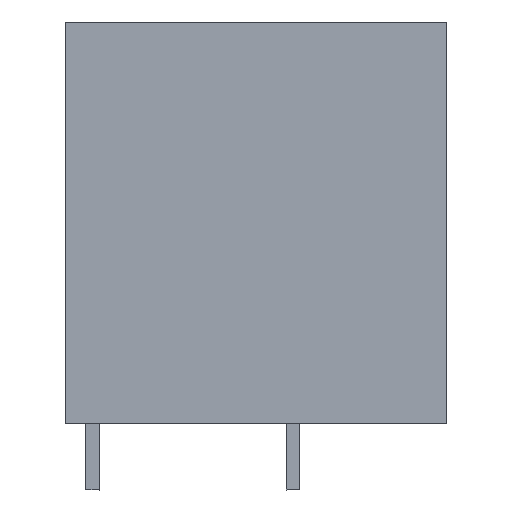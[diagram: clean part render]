
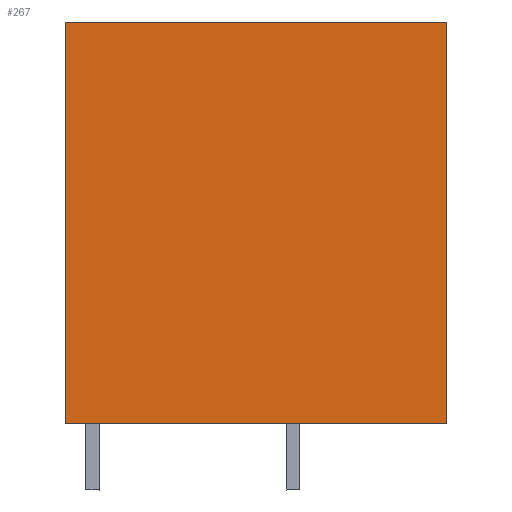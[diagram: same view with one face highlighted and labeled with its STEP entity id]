
A CAD part, left-side view. The second image highlights one B-rep face of the part: STEP entity #267.
In plain terms, the highlighted planar face has unit normal (-1, 0, 0).
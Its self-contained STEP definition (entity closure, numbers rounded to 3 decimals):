
#247=AXIS2_PLACEMENT_3D('Plane Axis2P3D',#244,#245,#246) ;
#49=CARTESIAN_POINT('Vertex',(0.,28.55,35.)) ;
#52=CARTESIAN_POINT('Line Origine',(0.,14.275,35.)) ;
#56=CARTESIAN_POINT('Vertex',(0.,0.,35.)) ;
#228=CARTESIAN_POINT('Vertex',(0.,28.55,5.)) ;
#231=CARTESIAN_POINT('Line Origine',(0.,28.55,20.)) ;
#244=CARTESIAN_POINT('Axis2P3D Location',(0.,28.55,35.)) ;
#249=CARTESIAN_POINT('Line Origine',(0.,14.275,5.)) ;
#253=CARTESIAN_POINT('Vertex',(0.,0.,5.)) ;
#256=CARTESIAN_POINT('Line Origine',(0.,0.,20.)) ;
#53=DIRECTION('Vector Direction',(0.,-1.,0.)) ;
#232=DIRECTION('Vector Direction',(0.,0.,-1.)) ;
#245=DIRECTION('Axis2P3D Direction',(-1.,0.,0.)) ;
#246=DIRECTION('Axis2P3D XDirection',(0.,0.,-1.)) ;
#250=DIRECTION('Vector Direction',(0.,-1.,0.)) ;
#257=DIRECTION('Vector Direction',(0.,0.,-1.)) ;
#54=VECTOR('Line Direction',#53,1.) ;
#233=VECTOR('Line Direction',#232,1.) ;
#251=VECTOR('Line Direction',#250,1.) ;
#258=VECTOR('Line Direction',#257,1.) ;
#262=ORIENTED_EDGE('',*,*,#58,.F.) ;
#263=ORIENTED_EDGE('',*,*,#235,.F.) ;
#264=ORIENTED_EDGE('',*,*,#255,.T.) ;
#265=ORIENTED_EDGE('',*,*,#260,.F.) ;
#267=ADVANCED_FACE('HOUSING',(#266),#248,.T.) ;
#58=EDGE_CURVE('',#50,#57,#55,.T.) ;
#235=EDGE_CURVE('',#229,#50,#234,.F.) ;
#255=EDGE_CURVE('',#229,#254,#252,.T.) ;
#260=EDGE_CURVE('',#57,#254,#259,.T.) ;
#261=EDGE_LOOP('',(#262,#263,#264,#265)) ;
#266=FACE_OUTER_BOUND('',#261,.T.) ;
#55=LINE('Line',#52,#54) ;
#234=LINE('Line',#231,#233) ;
#252=LINE('Line',#249,#251) ;
#259=LINE('Line',#256,#258) ;
#248=PLANE('',#247) ;
#50=VERTEX_POINT('',#49) ;
#57=VERTEX_POINT('',#56) ;
#229=VERTEX_POINT('',#228) ;
#254=VERTEX_POINT('',#253) ;
